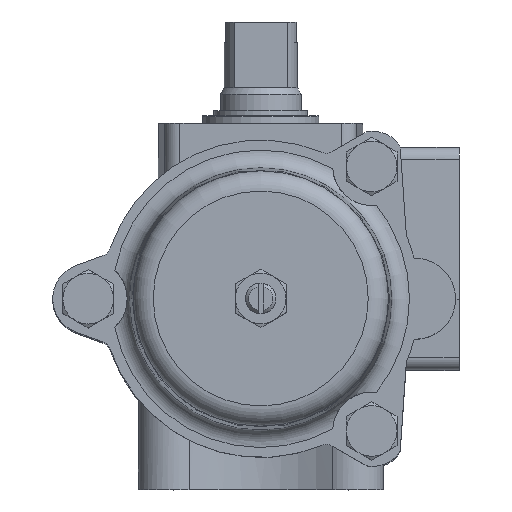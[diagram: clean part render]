
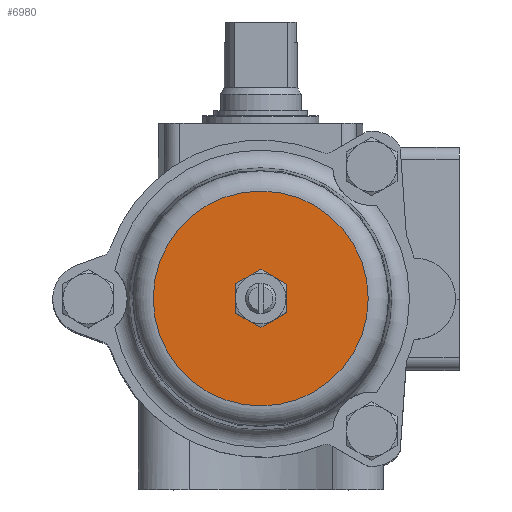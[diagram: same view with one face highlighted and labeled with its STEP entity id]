
A CAD part, top view. The second image highlights one B-rep face of the part: STEP entity #6980.
In plain terms, the highlighted face is planar.
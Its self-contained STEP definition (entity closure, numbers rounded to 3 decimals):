
#200=PLANE('',#7726);
#2347=ORIENTED_EDGE('',*,*,#4021,.F.);
#2348=ORIENTED_EDGE('',*,*,#3726,.T.);
#2349=ORIENTED_EDGE('',*,*,#3724,.T.);
#2350=ORIENTED_EDGE('',*,*,#3721,.T.);
#2351=ORIENTED_EDGE('',*,*,#3735,.T.);
#2352=ORIENTED_EDGE('',*,*,#3732,.T.);
#2353=ORIENTED_EDGE('',*,*,#3729,.T.);
#3721=EDGE_CURVE('',#4660,#4661,#5204,.T.);
#3724=EDGE_CURVE('',#4662,#4660,#5205,.T.);
#3726=EDGE_CURVE('',#4663,#4662,#5206,.T.);
#3729=EDGE_CURVE('',#4664,#4663,#5207,.T.);
#3732=EDGE_CURVE('',#4665,#4664,#5208,.T.);
#3735=EDGE_CURVE('',#4661,#4665,#5209,.T.);
#4021=EDGE_CURVE('',#4852,#4852,#5344,.T.);
#4660=VERTEX_POINT('',#11236);
#4661=VERTEX_POINT('',#11241);
#4662=VERTEX_POINT('',#11248);
#4663=VERTEX_POINT('',#11260);
#4664=VERTEX_POINT('',#11271);
#4665=VERTEX_POINT('',#11282);
#4852=VERTEX_POINT('',#12066);
#5204=CIRCLE('',#7454,5.);
#5205=CIRCLE('',#7456,5.);
#5206=CIRCLE('',#7458,5.);
#5207=CIRCLE('',#7460,5.);
#5208=CIRCLE('',#7462,5.);
#5209=CIRCLE('',#7464,5.);
#5344=CIRCLE('',#7727,21.231);
#5748=EDGE_LOOP('',(#2347));
#5749=EDGE_LOOP('',(#2348,#2349,#2350,#2351,#2352,#2353));
#6315=FACE_BOUND('',#5748,.T.);
#6316=FACE_BOUND('',#5749,.T.);
#6980=ADVANCED_FACE('',(#6315,#6316),#200,.F.);
#7454=AXIS2_PLACEMENT_3D('',#11242,#8647,#8648);
#7456=AXIS2_PLACEMENT_3D('',#11253,#8651,#8652);
#7458=AXIS2_PLACEMENT_3D('',#11259,#8655,#8656);
#7460=AXIS2_PLACEMENT_3D('',#11270,#8659,#8660);
#7462=AXIS2_PLACEMENT_3D('',#11281,#8663,#8664);
#7464=AXIS2_PLACEMENT_3D('',#11292,#8667,#8668);
#7726=AXIS2_PLACEMENT_3D('',#12064,#9305,#9306);
#7727=AXIS2_PLACEMENT_3D('',#12065,#9307,#9308);
#8647=DIRECTION('',(1.,0.,0.));
#8648=DIRECTION('',(0.,0.,-1.));
#8651=DIRECTION('',(1.,0.,0.));
#8652=DIRECTION('',(0.,0.,-1.));
#8655=DIRECTION('',(1.,0.,0.));
#8656=DIRECTION('',(0.,0.,-1.));
#8659=DIRECTION('',(1.,0.,0.));
#8660=DIRECTION('',(0.,0.,-1.));
#8663=DIRECTION('',(1.,0.,0.));
#8664=DIRECTION('',(0.,0.,-1.));
#8667=DIRECTION('',(1.,0.,0.));
#8668=DIRECTION('',(0.,0.,-1.));
#9305=DIRECTION('',(1.,0.,0.));
#9306=DIRECTION('',(0.,0.,-1.));
#9307=DIRECTION('',(1.,0.,0.));
#9308=DIRECTION('',(0.,0.,-1.));
#11236=CARTESIAN_POINT('',(-108.95,4.33,2.5));
#11241=CARTESIAN_POINT('',(-108.95,0.,5.));
#11242=CARTESIAN_POINT('',(-108.95,0.,0.));
#11248=CARTESIAN_POINT('',(-108.95,4.33,-2.5));
#11253=CARTESIAN_POINT('',(-108.95,0.,0.));
#11259=CARTESIAN_POINT('',(-108.95,0.,0.));
#11260=CARTESIAN_POINT('',(-108.95,0.,-5.));
#11270=CARTESIAN_POINT('',(-108.95,0.,0.));
#11271=CARTESIAN_POINT('',(-108.95,-4.33,-2.5));
#11281=CARTESIAN_POINT('',(-108.95,0.,0.));
#11282=CARTESIAN_POINT('',(-108.95,-4.33,2.5));
#11292=CARTESIAN_POINT('',(-108.95,0.,0.));
#12064=CARTESIAN_POINT('',(-108.95,0.,0.));
#12065=CARTESIAN_POINT('',(-108.95,0.,0.));
#12066=CARTESIAN_POINT('',(-108.95,0.,-21.231));
